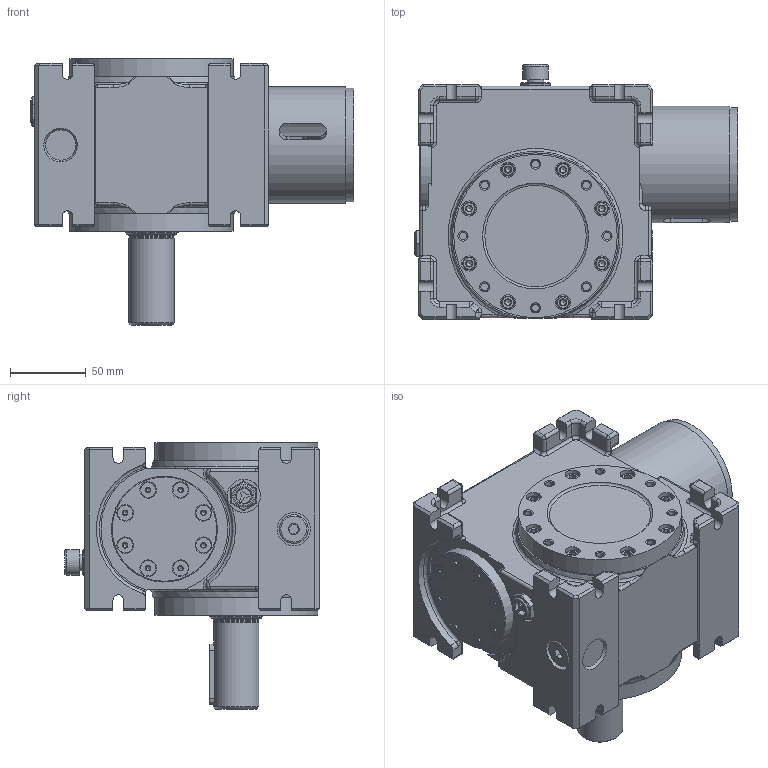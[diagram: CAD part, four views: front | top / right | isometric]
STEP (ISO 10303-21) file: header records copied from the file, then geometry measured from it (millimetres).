
FILE_DESCRIPTION( ( 'Unknown' ), '1' );
FILE_NAME( 'SGH47-1.stp', 'Unknown', ( 'Unknown' ), ( 'Unknown' ), 'PSStep 13.0', 'Unknown', ' ' );
FILE_SCHEMA( ( 'AUTOMOTIVE_DESIGN { 1 0 10303 214 1 1 1 1 }' ) );
Length unit declared in the file: millimetre
Products named in the file (1): Gehaeuse
Bounding box: 213.5 x 168.5 x 176 mm (x, y, z)
Volume: 2388558.6 mm3; surface area: 206574.4 mm2
Topology: 1 solids, 18 shells, 1341 faces, 3321 edges, 2087 vertices
Faces by surface type: plane 611, cylinder 341, cone 239, torus 108, bspline 22, sphere 20
Full cylindrical faces by diameter (mm): 4 x16, 4.2 x8, 5 x40, 5.5 x32, 6.8 x1, 8.5 x16, 10 x33, 11 x9, 17 x3, 19 x4, 20 x1, 22 x6, 29.6 x1, 30 x1, 32 x1, 35 x1, 36 x1, 42 x1, 47.5 x1, 50 x1, 70 x1, 75 x1, 77 x1, 108 x2
Entity records: 60972 total; most frequent: CARTESIAN_POINT 20890, DIRECTION 6200, ORIENTED_EDGE 5500, EDGE_CURVE 2750, AXIS2_PLACEMENT_3D 2452, VERTEX_POINT 1932, EDGE_LOOP 1851, FACE_OUTER_BOUND 1563
